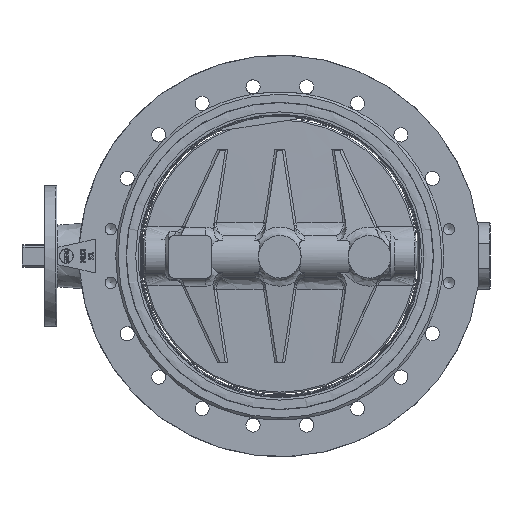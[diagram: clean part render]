
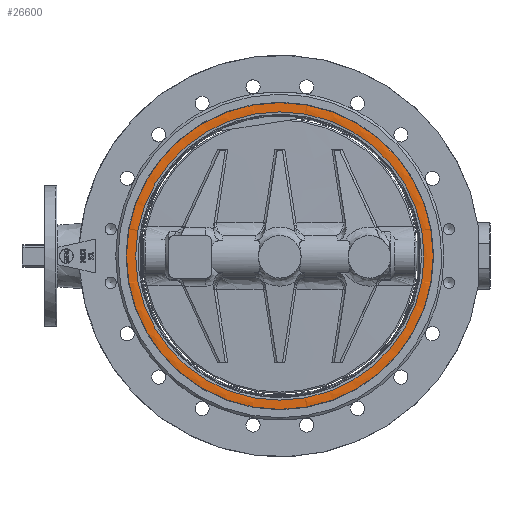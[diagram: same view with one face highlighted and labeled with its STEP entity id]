
A CAD part, left-side view. The second image highlights one B-rep face of the part: STEP entity #26600.
In plain terms, the highlighted free-form (B-spline) face has degree [2, 2] with [3, 9] control points.
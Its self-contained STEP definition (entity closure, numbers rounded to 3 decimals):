
#26401=CARTESIAN_POINT('',(-77.408,-324.821,0.));
#26402=VERTEX_POINT('',#26401);
#26403=CARTESIAN_POINT('',(-77.408,0.,0.));
#26404=DIRECTION('',(1.0,0.0,0.0));
#26405=DIRECTION('',(0.0,1.0,0.0));
#26406=AXIS2_PLACEMENT_3D('',#26403,#26404,#26405);
#26407=CIRCLE('',#26406,324.821);
#26408=EDGE_CURVE('',#26402,#26402,#26407,.T.);
#26544=CARTESIAN_POINT('',(-77.521,-305.206,0.));
#26545=VERTEX_POINT('',#26544);
#26546=CARTESIAN_POINT('',(-77.521,0.,0.));
#26547=DIRECTION('',(-1.0,0.0,0.0));
#26548=DIRECTION('',(0.0,-1.0,0.0));
#26549=AXIS2_PLACEMENT_3D('',#26546,#26547,#26548);
#26550=CIRCLE('',#26549,305.206);
#26551=EDGE_CURVE('',#26545,#26545,#26550,.T.);
#26559=CARTESIAN_POINT('',(-77.408,0.,304.679));
#26560=CARTESIAN_POINT('',(-79.618,0.,314.75));
#26561=CARTESIAN_POINT('',(-77.408,0.,324.821));
#26562=CARTESIAN_POINT('',(-77.408,304.679,304.679));
#26563=CARTESIAN_POINT('',(-79.618,314.75,314.75));
#26564=CARTESIAN_POINT('',(-77.408,324.821,324.821));
#26565=CARTESIAN_POINT('',(-77.408,304.679,0.));
#26566=CARTESIAN_POINT('',(-79.618,314.75,0.));
#26567=CARTESIAN_POINT('',(-77.408,324.821,0.));
#26568=CARTESIAN_POINT('',(-77.408,304.679,-304.679));
#26569=CARTESIAN_POINT('',(-79.618,314.75,-314.75));
#26570=CARTESIAN_POINT('',(-77.408,324.821,-324.821));
#26571=CARTESIAN_POINT('',(-77.408,0.,-304.679));
#26572=CARTESIAN_POINT('',(-79.618,0.,-314.75));
#26573=CARTESIAN_POINT('',(-77.408,0.,-324.821));
#26574=CARTESIAN_POINT('',(-77.408,-304.679,-304.679));
#26575=CARTESIAN_POINT('',(-79.618,-314.75,-314.75));
#26576=CARTESIAN_POINT('',(-77.408,-324.821,-324.821));
#26577=CARTESIAN_POINT('',(-77.408,-304.679,0.));
#26578=CARTESIAN_POINT('',(-79.618,-314.75,0.));
#26579=CARTESIAN_POINT('',(-77.408,-324.821,0.));
#26580=CARTESIAN_POINT('',(-77.408,-304.679,304.679));
#26581=CARTESIAN_POINT('',(-79.618,-314.75,314.75));
#26582=CARTESIAN_POINT('',(-77.408,-324.821,324.821));
#26583=CARTESIAN_POINT('',(-77.408,0.,304.679));
#26584=CARTESIAN_POINT('',(-79.618,0.,314.75));
#26585=CARTESIAN_POINT('',(-77.408,0.,324.821));
#26593=(BOUNDED_SURFACE()B_SPLINE_SURFACE(2,2,((#26559,#26562,#26565,#26568,#26571,#26574,#26577,#26580,#26583),(#26560,#26563,#26566,#26569,#26572,#26575,#26578,#26581,#26584),(#26561,#26564,#26567,#26570,#26573,#26576,#26579,#26582,#26585)),.UNSPECIFIED.,.F.,.T.,.U.)B_SPLINE_SURFACE_WITH_KNOTS((3,3),(3,2,2,2,3),(-1.787,-1.355),(0.0,1.571,3.142,4.712,6.283),.UNSPECIFIED.)GEOMETRIC_REPRESENTATION_ITEM()RATIONAL_B_SPLINE_SURFACE(((1.0,0.707,1.0,0.707,1.0,0.707,1.0,0.707,1.0),(0.977,0.691,0.977,0.691,0.977,0.691,0.977,0.691,0.977),(1.0,0.707,1.0,0.707,1.0,0.707,1.0,0.707,1.0)))REPRESENTATION_ITEM('')SURFACE());
#26594=ORIENTED_EDGE('',*,*,#26551,.F.);
#26595=EDGE_LOOP('',(#26594));
#26596=FACE_OUTER_BOUND('',#26595,.T.);
#26597=ORIENTED_EDGE('',*,*,#26408,.F.);
#26598=EDGE_LOOP('',(#26597));
#26599=FACE_BOUND('',#26598,.T.);
#26600=ADVANCED_FACE('',(#26596,#26599),#26593,.T.);
